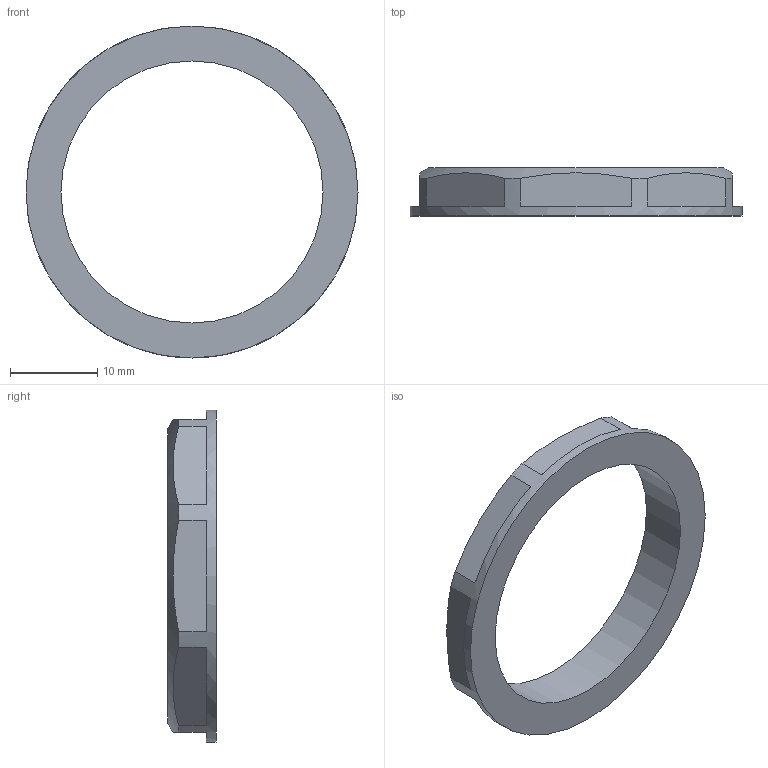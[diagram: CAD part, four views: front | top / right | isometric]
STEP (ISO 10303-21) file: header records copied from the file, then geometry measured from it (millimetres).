
FILE_DESCRIPTION(/* description */ ('Main Regulator Mounting Nut'),/* implementation_level */ '2;1');
FILE_NAME(/* name */ 'Pneu_Norgren_18-025-003_Panel Nut.ipt.stp',/* time_stamp */ '2016-01-07T16:48:21-08:00',/* author */ ('Autodesk, Inc.'),/* organization */ ('Autodesk, Inc.'),/* preprocessor_version */ 'ST-DEVELOPER v16.1',/* originating_system */ 'Autodesk Inventor 2016',/* authorisation */ '');
FILE_SCHEMA (('CONFIG_CONTROL_DESIGN','AUTOMOTIVE_DESIGN { 1 0 10303 214 3 1 1 }'));
Length unit declared in the file: inch
Products named in the file (1): Pneu_Norgren_18-025-003_Panel Nut
Bounding box: 38 x 5.5 x 38 mm (x, y, z)
Volume: 1944.8 mm3; surface area: 1946.2 mm2
Topology: 1 solids, 1 shells, 21 faces, 58 edges, 39 vertices
Faces by surface type: plane 18, cylinder 2, cone 1
Full cylindrical faces by diameter (mm): 30 x1, 38 x1
Entity records: 740 total; most frequent: CARTESIAN_POINT 188, ORIENTED_EDGE 108, DIRECTION 108, EDGE_CURVE 54, AXIS2_PLACEMENT_3D 42, VERTEX_POINT 38, EDGE_LOOP 26, LINE 24
